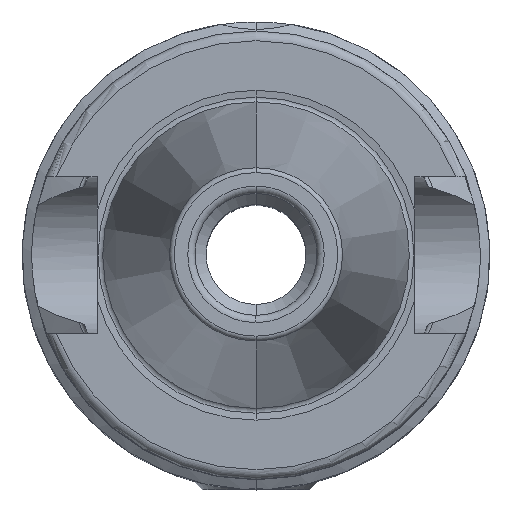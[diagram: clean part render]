
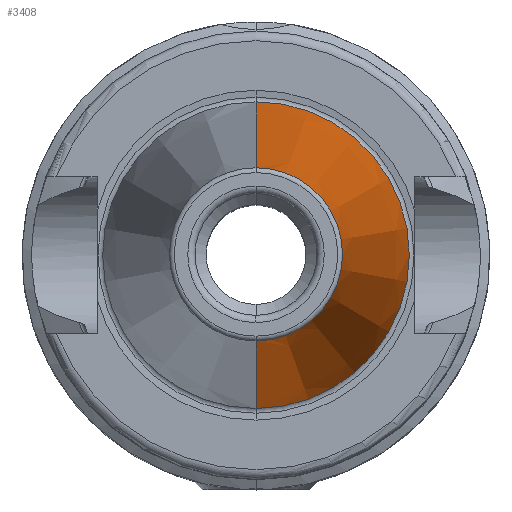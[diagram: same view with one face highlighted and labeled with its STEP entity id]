
A CAD part, top view. The second image highlights one B-rep face of the part: STEP entity #3408.
In plain terms, the highlighted conical face has half-angle 8.297 degrees and reference radius 12.304 mm.
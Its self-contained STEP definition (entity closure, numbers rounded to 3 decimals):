
#1354=CARTESIAN_POINT('',(0,0,69.972));
#1355=DIRECTION('',(0,0,1));
#1356=DIRECTION('',(0,-1,0));
#1357=AXIS2_PLACEMENT_3D('',#1354,#1355,#1356);
#1359=CARTESIAN_POINT('',(0,0,23));
#1360=DIRECTION('',(0,0,-1));
#1361=DIRECTION('',(0,1,0));
#1362=AXIS2_PLACEMENT_3D('',#1359,#1360,#1361);
#1503=DIRECTION('',(0.,0.144,0.99));
#1504=VECTOR('',#1503,47.469);
#1505=CARTESIAN_POINT('',(0,-15.729,23));
#1506=LINE('',#1505,#1504);
#1512=DIRECTION('',(0.,-0.144,0.99));
#1513=VECTOR('',#1512,47.469);
#1514=CARTESIAN_POINT('',(0,15.729,23));
#1515=LINE('',#1514,#1513);
#1630=CARTESIAN_POINT('',(0,15.729,23));
#1632=VERTEX_POINT('',#1630);
#1646=CARTESIAN_POINT('',(0,-15.729,23));
#1648=VERTEX_POINT('',#1646);
#1673=CARTESIAN_POINT('',(0,8.879,69.972));
#1674=CARTESIAN_POINT('',(0,-8.879,69.972));
#1675=VERTEX_POINT('',#1673);
#1676=VERTEX_POINT('',#1674);
#3394=CARTESIAN_POINT('',(0,0,46.486));
#3395=DIRECTION('',(0,0,-1));
#3396=DIRECTION('',(0,-1,0));
#3397=AXIS2_PLACEMENT_3D('',#3394,#3395,#3396);
#3398=CONICAL_SURFACE('',#3397,12.304,8.297);
#3400=ORIENTED_EDGE('',*,*,#3399,.T.);
#3402=ORIENTED_EDGE('',*,*,#3401,.F.);
#3403=ORIENTED_EDGE('',*,*,#3389,.T.);
#3405=ORIENTED_EDGE('',*,*,#3404,.T.);
#3406=EDGE_LOOP('',(#3400,#3402,#3403,#3405));
#3407=FACE_OUTER_BOUND('',#3406,.F.);
#3408=ADVANCED_FACE('',(#3407),#3398,.T.);
#1358=CIRCLE('',#1357,8.879);
#1363=CIRCLE('',#1362,15.729);
#3389=EDGE_CURVE('',#1632,#1648,#1363,.T.);
#3399=EDGE_CURVE('',#1676,#1675,#1358,.T.);
#3401=EDGE_CURVE('',#1632,#1675,#1515,.T.);
#3404=EDGE_CURVE('',#1648,#1676,#1506,.T.);
